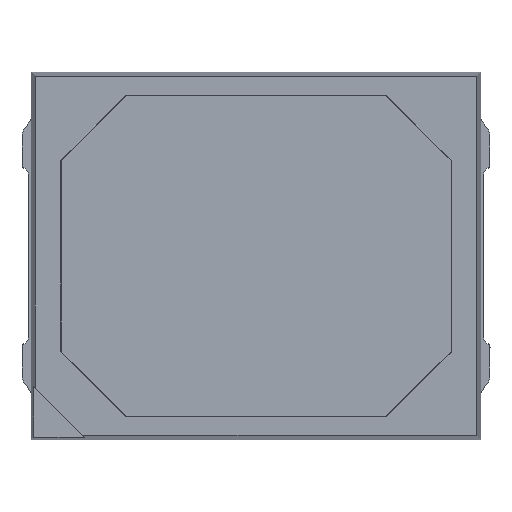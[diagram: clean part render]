
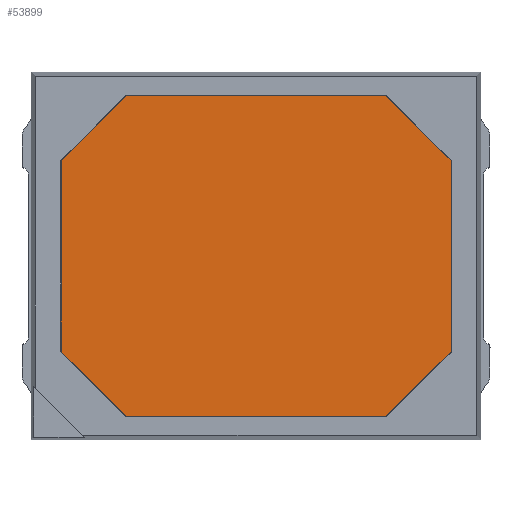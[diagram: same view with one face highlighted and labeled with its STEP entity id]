
A CAD part, top view. The second image highlights one B-rep face of the part: STEP entity #53899.
In plain terms, the highlighted planar face has unit normal (0, 0, 1).
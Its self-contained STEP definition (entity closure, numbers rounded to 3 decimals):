
#53296 = PLANE('',#53297);
#53297 = AXIS2_PLACEMENT_3D('',#53298,#53299,#53300);
#53298 = CARTESIAN_POINT('',(-1.705,0.54,0.45));
#53299 = DIRECTION('',(-0.707,0.707,0.));
#53300 = DIRECTION('',(-0.707,-0.707,0.));
#53321 = VERTEX_POINT('',#53322);
#53322 = CARTESIAN_POINT('',(-1.705,0.54,0.45));
#53336 = PLANE('',#53337);
#53337 = AXIS2_PLACEMENT_3D('',#53338,#53339,#53340);
#53338 = CARTESIAN_POINT('',(-1.705,0.54,0.45));
#53339 = DIRECTION('',(1.,0.,-0.));
#53340 = DIRECTION('',(-0.,0.,-1.));
#53348 = EDGE_CURVE('',#53321,#53349,#53351,.T.);
#53349 = VERTEX_POINT('',#53350);
#53350 = CARTESIAN_POINT('',(-1.215,1.03,0.45));
#53351 = SURFACE_CURVE('',#53352,(#53356,#53363),.PCURVE_S1.);
#53352 = LINE('',#53353,#53354);
#53353 = CARTESIAN_POINT('',(-1.705,0.54,0.45));
#53354 = VECTOR('',#53355,1.);
#53355 = DIRECTION('',(0.707,0.707,0.));
#53356 = PCURVE('',#53296,#53357);
#53357 = DEFINITIONAL_REPRESENTATION('',(#53358),#53362);
#53358 = LINE('',#53359,#53360);
#53359 = CARTESIAN_POINT('',(0.,0.));
#53360 = VECTOR('',#53361,1.);
#53361 = DIRECTION('',(-1.,0.));
#53362 = ( GEOMETRIC_REPRESENTATION_CONTEXT(2) 
PARAMETRIC_REPRESENTATION_CONTEXT() REPRESENTATION_CONTEXT('2D SPACE',''
  ) );
#53363 = PCURVE('',#53364,#53369);
#53364 = PLANE('',#53365);
#53365 = AXIS2_PLACEMENT_3D('',#53366,#53367,#53368);
#53366 = CARTESIAN_POINT('',(0.,0.,0.45));
#53367 = DIRECTION('',(0.,-0.,1.));
#53368 = DIRECTION('',(1.,0.,0.));
#53369 = DEFINITIONAL_REPRESENTATION('',(#53370),#53374);
#53370 = LINE('',#53371,#53372);
#53371 = CARTESIAN_POINT('',(-1.705,0.54));
#53372 = VECTOR('',#53373,1.);
#53373 = DIRECTION('',(0.707,0.707));
#53374 = ( GEOMETRIC_REPRESENTATION_CONTEXT(2) 
PARAMETRIC_REPRESENTATION_CONTEXT() REPRESENTATION_CONTEXT('2D SPACE',''
  ) );
#53390 = PLANE('',#53391);
#53391 = AXIS2_PLACEMENT_3D('',#53392,#53393,#53394);
#53392 = CARTESIAN_POINT('',(-1.215,1.03,0.45));
#53393 = DIRECTION('',(0.,1.,0.));
#53394 = DIRECTION('',(-1.,0.,0.));
#53429 = VERTEX_POINT('',#53430);
#53430 = CARTESIAN_POINT('',(-1.705,-0.91,0.45));
#53444 = PLANE('',#53445);
#53445 = AXIS2_PLACEMENT_3D('',#53446,#53447,#53448);
#53446 = CARTESIAN_POINT('',(-1.705,-0.91,0.45));
#53447 = DIRECTION('',(0.707,0.707,-0.));
#53448 = DIRECTION('',(-0.707,0.707,0.));
#53456 = EDGE_CURVE('',#53321,#53429,#53457,.T.);
#53457 = SURFACE_CURVE('',#53458,(#53462,#53469),.PCURVE_S1.);
#53458 = LINE('',#53459,#53460);
#53459 = CARTESIAN_POINT('',(-1.705,0.54,0.45));
#53460 = VECTOR('',#53461,1.);
#53461 = DIRECTION('',(0.,-1.,0.));
#53462 = PCURVE('',#53336,#53463);
#53463 = DEFINITIONAL_REPRESENTATION('',(#53464),#53468);
#53464 = LINE('',#53465,#53466);
#53465 = CARTESIAN_POINT('',(0.,0.));
#53466 = VECTOR('',#53467,1.);
#53467 = DIRECTION('',(-0.,-1.));
#53468 = ( GEOMETRIC_REPRESENTATION_CONTEXT(2) 
PARAMETRIC_REPRESENTATION_CONTEXT() REPRESENTATION_CONTEXT('2D SPACE',''
  ) );
#53469 = PCURVE('',#53364,#53470);
#53470 = DEFINITIONAL_REPRESENTATION('',(#53471),#53475);
#53471 = LINE('',#53472,#53473);
#53472 = CARTESIAN_POINT('',(-1.705,0.54));
#53473 = VECTOR('',#53474,1.);
#53474 = DIRECTION('',(0.,-1.));
#53475 = ( GEOMETRIC_REPRESENTATION_CONTEXT(2) 
PARAMETRIC_REPRESENTATION_CONTEXT() REPRESENTATION_CONTEXT('2D SPACE',''
  ) );
#53505 = VERTEX_POINT('',#53506);
#53506 = CARTESIAN_POINT('',(-1.215,-1.4,0.45));
#53520 = PLANE('',#53521);
#53521 = AXIS2_PLACEMENT_3D('',#53522,#53523,#53524);
#53522 = CARTESIAN_POINT('',(-1.215,-1.4,0.45));
#53523 = DIRECTION('',(0.,1.,-0.));
#53524 = DIRECTION('',(-1.,0.,0.));
#53532 = EDGE_CURVE('',#53429,#53505,#53533,.T.);
#53533 = SURFACE_CURVE('',#53534,(#53538,#53545),.PCURVE_S1.);
#53534 = LINE('',#53535,#53536);
#53535 = CARTESIAN_POINT('',(-1.705,-0.91,0.45));
#53536 = VECTOR('',#53537,1.);
#53537 = DIRECTION('',(0.707,-0.707,0.));
#53538 = PCURVE('',#53444,#53539);
#53539 = DEFINITIONAL_REPRESENTATION('',(#53540),#53544);
#53540 = LINE('',#53541,#53542);
#53541 = CARTESIAN_POINT('',(0.,0.));
#53542 = VECTOR('',#53543,1.);
#53543 = DIRECTION('',(-1.,0.));
#53544 = ( GEOMETRIC_REPRESENTATION_CONTEXT(2) 
PARAMETRIC_REPRESENTATION_CONTEXT() REPRESENTATION_CONTEXT('2D SPACE',''
  ) );
#53545 = PCURVE('',#53364,#53546);
#53546 = DEFINITIONAL_REPRESENTATION('',(#53547),#53551);
#53547 = LINE('',#53548,#53549);
#53548 = CARTESIAN_POINT('',(-1.705,-0.91));
#53549 = VECTOR('',#53550,1.);
#53550 = DIRECTION('',(0.707,-0.707));
#53551 = ( GEOMETRIC_REPRESENTATION_CONTEXT(2) 
PARAMETRIC_REPRESENTATION_CONTEXT() REPRESENTATION_CONTEXT('2D SPACE',''
  ) );
#53581 = VERTEX_POINT('',#53582);
#53582 = CARTESIAN_POINT('',(0.755,-1.4,0.45));
#53596 = PLANE('',#53597);
#53597 = AXIS2_PLACEMENT_3D('',#53598,#53599,#53600);
#53598 = CARTESIAN_POINT('',(1.245,-0.91,0.45));
#53599 = DIRECTION('',(0.707,-0.707,0.));
#53600 = DIRECTION('',(0.707,0.707,0.));
#53608 = EDGE_CURVE('',#53505,#53581,#53609,.T.);
#53609 = SURFACE_CURVE('',#53610,(#53614,#53621),.PCURVE_S1.);
#53610 = LINE('',#53611,#53612);
#53611 = CARTESIAN_POINT('',(-1.215,-1.4,0.45));
#53612 = VECTOR('',#53613,1.);
#53613 = DIRECTION('',(1.,0.,0.));
#53614 = PCURVE('',#53520,#53615);
#53615 = DEFINITIONAL_REPRESENTATION('',(#53616),#53620);
#53616 = LINE('',#53617,#53618);
#53617 = CARTESIAN_POINT('',(0.,0.));
#53618 = VECTOR('',#53619,1.);
#53619 = DIRECTION('',(-1.,0.));
#53620 = ( GEOMETRIC_REPRESENTATION_CONTEXT(2) 
PARAMETRIC_REPRESENTATION_CONTEXT() REPRESENTATION_CONTEXT('2D SPACE',''
  ) );
#53621 = PCURVE('',#53364,#53622);
#53622 = DEFINITIONAL_REPRESENTATION('',(#53623),#53627);
#53623 = LINE('',#53624,#53625);
#53624 = CARTESIAN_POINT('',(-1.215,-1.4));
#53625 = VECTOR('',#53626,1.);
#53626 = DIRECTION('',(1.,0.));
#53627 = ( GEOMETRIC_REPRESENTATION_CONTEXT(2) 
PARAMETRIC_REPRESENTATION_CONTEXT() REPRESENTATION_CONTEXT('2D SPACE',''
  ) );
#53657 = VERTEX_POINT('',#53658);
#53658 = CARTESIAN_POINT('',(1.245,-0.91,0.45));
#53672 = PLANE('',#53673);
#53673 = AXIS2_PLACEMENT_3D('',#53674,#53675,#53676);
#53674 = CARTESIAN_POINT('',(1.245,0.54,0.45));
#53675 = DIRECTION('',(1.,0.,0.));
#53676 = DIRECTION('',(0.,1.,0.));
#53684 = EDGE_CURVE('',#53657,#53581,#53685,.T.);
#53685 = SURFACE_CURVE('',#53686,(#53690,#53697),.PCURVE_S1.);
#53686 = LINE('',#53687,#53688);
#53687 = CARTESIAN_POINT('',(1.245,-0.91,0.45));
#53688 = VECTOR('',#53689,1.);
#53689 = DIRECTION('',(-0.707,-0.707,0.));
#53690 = PCURVE('',#53596,#53691);
#53691 = DEFINITIONAL_REPRESENTATION('',(#53692),#53696);
#53692 = LINE('',#53693,#53694);
#53693 = CARTESIAN_POINT('',(0.,0.));
#53694 = VECTOR('',#53695,1.);
#53695 = DIRECTION('',(-1.,0.));
#53696 = ( GEOMETRIC_REPRESENTATION_CONTEXT(2) 
PARAMETRIC_REPRESENTATION_CONTEXT() REPRESENTATION_CONTEXT('2D SPACE',''
  ) );
#53697 = PCURVE('',#53364,#53698);
#53698 = DEFINITIONAL_REPRESENTATION('',(#53699),#53703);
#53699 = LINE('',#53700,#53701);
#53700 = CARTESIAN_POINT('',(1.245,-0.91));
#53701 = VECTOR('',#53702,1.);
#53702 = DIRECTION('',(-0.707,-0.707));
#53703 = ( GEOMETRIC_REPRESENTATION_CONTEXT(2) 
PARAMETRIC_REPRESENTATION_CONTEXT() REPRESENTATION_CONTEXT('2D SPACE',''
  ) );
#53733 = VERTEX_POINT('',#53734);
#53734 = CARTESIAN_POINT('',(1.245,0.54,0.45));
#53748 = PLANE('',#53749);
#53749 = AXIS2_PLACEMENT_3D('',#53750,#53751,#53752);
#53750 = CARTESIAN_POINT('',(1.245,0.54,0.45));
#53751 = DIRECTION('',(-0.707,-0.707,0.));
#53752 = DIRECTION('',(0.707,-0.707,0.));
#53760 = EDGE_CURVE('',#53733,#53657,#53761,.T.);
#53761 = SURFACE_CURVE('',#53762,(#53766,#53773),.PCURVE_S1.);
#53762 = LINE('',#53763,#53764);
#53763 = CARTESIAN_POINT('',(1.245,0.54,0.45));
#53764 = VECTOR('',#53765,1.);
#53765 = DIRECTION('',(0.,-1.,0.));
#53766 = PCURVE('',#53672,#53767);
#53767 = DEFINITIONAL_REPRESENTATION('',(#53768),#53772);
#53768 = LINE('',#53769,#53770);
#53769 = CARTESIAN_POINT('',(0.,0.));
#53770 = VECTOR('',#53771,1.);
#53771 = DIRECTION('',(-1.,0.));
#53772 = ( GEOMETRIC_REPRESENTATION_CONTEXT(2) 
PARAMETRIC_REPRESENTATION_CONTEXT() REPRESENTATION_CONTEXT('2D SPACE',''
  ) );
#53773 = PCURVE('',#53364,#53774);
#53774 = DEFINITIONAL_REPRESENTATION('',(#53775),#53779);
#53775 = LINE('',#53776,#53777);
#53776 = CARTESIAN_POINT('',(1.245,0.54));
#53777 = VECTOR('',#53778,1.);
#53778 = DIRECTION('',(0.,-1.));
#53779 = ( GEOMETRIC_REPRESENTATION_CONTEXT(2) 
PARAMETRIC_REPRESENTATION_CONTEXT() REPRESENTATION_CONTEXT('2D SPACE',''
  ) );
#53809 = VERTEX_POINT('',#53810);
#53810 = CARTESIAN_POINT('',(0.755,1.03,0.45));
#53831 = EDGE_CURVE('',#53733,#53809,#53832,.T.);
#53832 = SURFACE_CURVE('',#53833,(#53837,#53844),.PCURVE_S1.);
#53833 = LINE('',#53834,#53835);
#53834 = CARTESIAN_POINT('',(1.245,0.54,0.45));
#53835 = VECTOR('',#53836,1.);
#53836 = DIRECTION('',(-0.707,0.707,0.));
#53837 = PCURVE('',#53748,#53838);
#53838 = DEFINITIONAL_REPRESENTATION('',(#53839),#53843);
#53839 = LINE('',#53840,#53841);
#53840 = CARTESIAN_POINT('',(0.,0.));
#53841 = VECTOR('',#53842,1.);
#53842 = DIRECTION('',(-1.,0.));
#53843 = ( GEOMETRIC_REPRESENTATION_CONTEXT(2) 
PARAMETRIC_REPRESENTATION_CONTEXT() REPRESENTATION_CONTEXT('2D SPACE',''
  ) );
#53844 = PCURVE('',#53364,#53845);
#53845 = DEFINITIONAL_REPRESENTATION('',(#53846),#53850);
#53846 = LINE('',#53847,#53848);
#53847 = CARTESIAN_POINT('',(1.245,0.54));
#53848 = VECTOR('',#53849,1.);
#53849 = DIRECTION('',(-0.707,0.707));
#53850 = ( GEOMETRIC_REPRESENTATION_CONTEXT(2) 
PARAMETRIC_REPRESENTATION_CONTEXT() REPRESENTATION_CONTEXT('2D SPACE',''
  ) );
#53878 = EDGE_CURVE('',#53349,#53809,#53879,.T.);
#53879 = SURFACE_CURVE('',#53880,(#53884,#53891),.PCURVE_S1.);
#53880 = LINE('',#53881,#53882);
#53881 = CARTESIAN_POINT('',(-1.215,1.03,0.45));
#53882 = VECTOR('',#53883,1.);
#53883 = DIRECTION('',(1.,0.,0.));
#53884 = PCURVE('',#53390,#53885);
#53885 = DEFINITIONAL_REPRESENTATION('',(#53886),#53890);
#53886 = LINE('',#53887,#53888);
#53887 = CARTESIAN_POINT('',(0.,0.));
#53888 = VECTOR('',#53889,1.);
#53889 = DIRECTION('',(-1.,0.));
#53890 = ( GEOMETRIC_REPRESENTATION_CONTEXT(2) 
PARAMETRIC_REPRESENTATION_CONTEXT() REPRESENTATION_CONTEXT('2D SPACE',''
  ) );
#53891 = PCURVE('',#53364,#53892);
#53892 = DEFINITIONAL_REPRESENTATION('',(#53893),#53897);
#53893 = LINE('',#53894,#53895);
#53894 = CARTESIAN_POINT('',(-1.215,1.03));
#53895 = VECTOR('',#53896,1.);
#53896 = DIRECTION('',(1.,0.));
#53897 = ( GEOMETRIC_REPRESENTATION_CONTEXT(2) 
PARAMETRIC_REPRESENTATION_CONTEXT() REPRESENTATION_CONTEXT('2D SPACE',''
  ) );
#53899 = ADVANCED_FACE('',(#53900),#53364,.T.);
#53900 = FACE_BOUND('',#53901,.T.);
#53901 = EDGE_LOOP('',(#53902,#53903,#53904,#53905,#53906,#53907,#53908,
    #53909));
#53902 = ORIENTED_EDGE('',*,*,#53348,.F.);
#53903 = ORIENTED_EDGE('',*,*,#53456,.T.);
#53904 = ORIENTED_EDGE('',*,*,#53532,.T.);
#53905 = ORIENTED_EDGE('',*,*,#53608,.T.);
#53906 = ORIENTED_EDGE('',*,*,#53684,.F.);
#53907 = ORIENTED_EDGE('',*,*,#53760,.F.);
#53908 = ORIENTED_EDGE('',*,*,#53831,.T.);
#53909 = ORIENTED_EDGE('',*,*,#53878,.F.);
